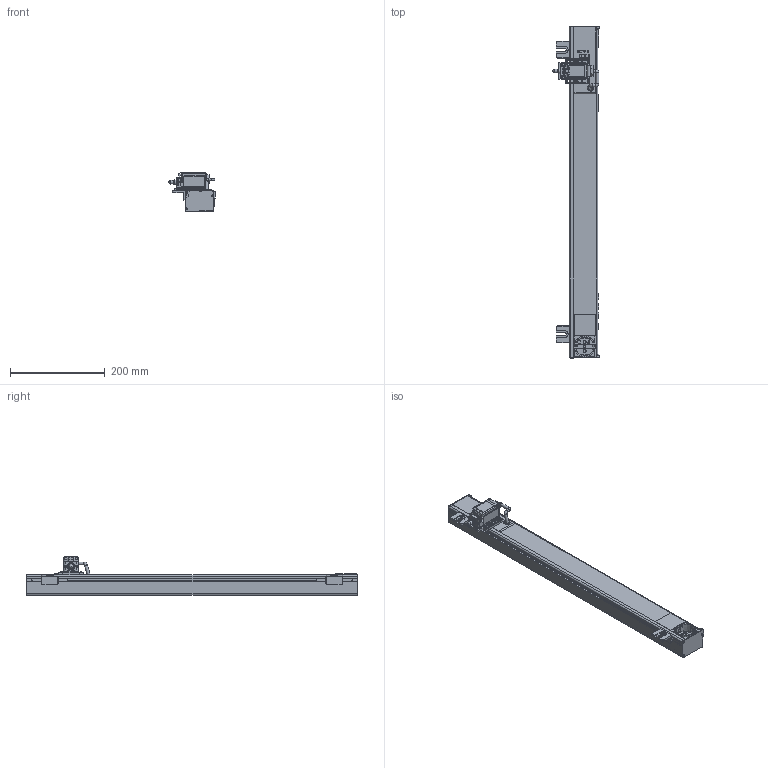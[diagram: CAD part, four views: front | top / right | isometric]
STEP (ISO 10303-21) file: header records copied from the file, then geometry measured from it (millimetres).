
FILE_DESCRIPTION(/* description */ (''),/* implementation_level */ '2;1');
FILE_NAME(/* name */ '109030_LED-A-700-SK-PK-E-R-VX_Shrinkwrap_1.stp',/* time_stamp */ '2024-05-03T15:02:58+02:00',/* author */ ('CAD'),/* organization */ (''),/* preprocessor_version */ 'ST-DEVELOPER v15.6',/* originating_system */ 'Autodesk Inventor 2015',/* authorisation */ '');
FILE_SCHEMA (('AUTOMOTIVE_DESIGN { 1 0 10303 214 3 1 1 }'));
Products named in the file (1): 109030_LED-A-700-SK-PK-E-R-VX_Shrinkwrap_1
Bounding box: 97.55 x 700 x 81.5 mm (x, y, z)
Surface area: 315599.9 mm2 (no closed solid volume)
Topology: 0 solids, 102 shells, 2628 faces, 8638 edges, 6055 vertices
Faces by surface type: plane 2031, cylinder 447, bspline 64, cone 56, sphere 27, torus 3
Full cylindrical faces by diameter (mm): 2.8 x1, 3.95 x2, 6 x4, 8 x1
Entity records: 97278 total; most frequent: CARTESIAN_POINT 20964, ORIENTED_EDGE 15161, DIRECTION 14913, EDGE_CURVE 8595, LINE 7089, VECTOR 7089, VERTEX_POINT 6047, AXIS2_PLACEMENT_3D 3912
